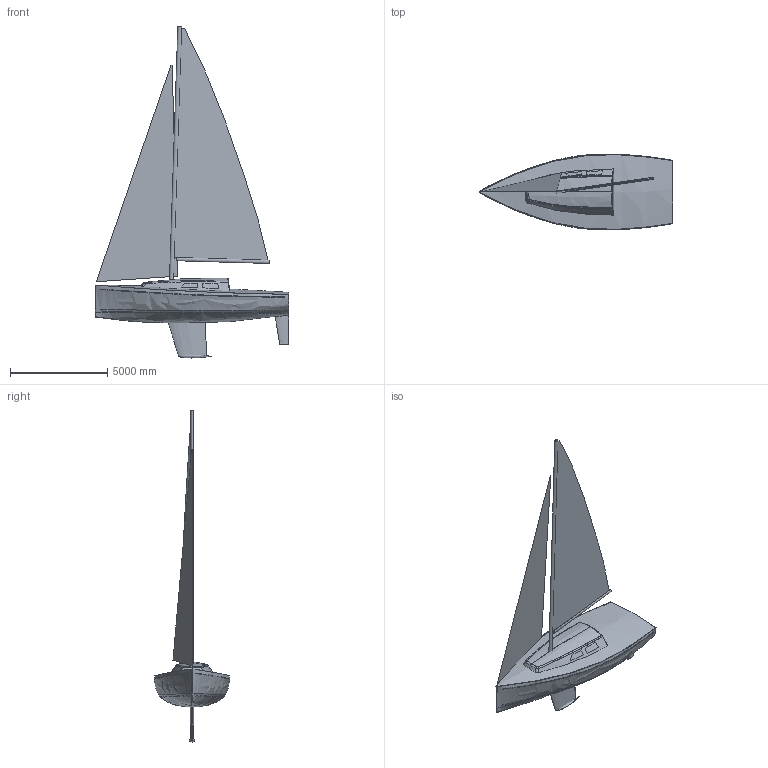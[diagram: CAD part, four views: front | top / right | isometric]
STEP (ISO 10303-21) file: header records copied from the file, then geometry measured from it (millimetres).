
FILE_DESCRIPTION(('FreeCAD Model'),'2;1');
FILE_NAME('Open CASCADE Shape Model','2025-05-04T01:24:19',('FreeCAD'),( 'FreeCAD'),'Open CASCADE STEP processor 7.6','FreeCAD','Unknown');
FILE_SCHEMA(('AUTOMOTIVE_DESIGN { 1 0 10303 214 1 1 1 1 }'));
Length unit declared in the file: millimetre
Products named in the file (1): Open CASCADE STEP translator 7.6 1
Bounding box: 9942.09 x 3886.53 x 17043.36 mm (x, y, z)
Surface area: 226736483 mm2 (no closed solid volume)
Topology: 0 solids, 56 shells, 56 faces, 3135 edges, 3213 vertices
Faces by surface type: bspline 56
Entity records: 31832 total; most frequent: CARTESIAN_POINT 19153, B_SPLINE_CURVE_WITH_KNOTS 3060, ORIENTED_EDGE 3052, EDGE_CURVE 3049, VERTEX_POINT 3047, TRIMMED_CURVE 83, FACE_BOUND 64, EDGE_LOOP 64
